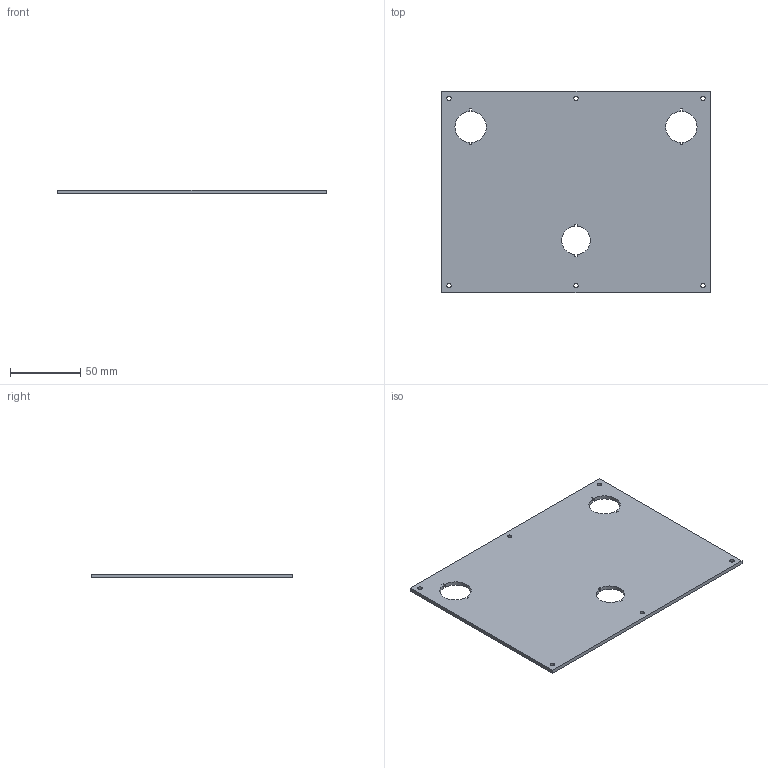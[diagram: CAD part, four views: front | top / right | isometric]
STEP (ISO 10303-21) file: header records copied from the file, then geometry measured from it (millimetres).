
FILE_DESCRIPTION (( 'STEP AP203' ), '1' );
FILE_NAME ('AcrilicoTapa.STEP', '2022-01-19T13:06:39', ( '' ), ( '' ), 'SwSTEP 2.0', 'SolidWorks 2016', '' );
FILE_SCHEMA (( 'CONFIG_CONTROL_DESIGN' ));
Length unit declared in the file: millimetre
Products named in the file (1): AcrilicoTapa
Bounding box: 190.24 x 142.94 x 2.7 mm (x, y, z)
Volume: 70316.4 mm3; surface area: 54638.4 mm2
Topology: 1 solids, 1 shells, 59 faces, 240 edges, 197 vertices
Faces by surface type: plane 38, cylinder 21
Entity records: 2873 total; most frequent: CARTESIAN_POINT 635, ORIENTED_EDGE 480, DIRECTION 409, EDGE_CURVE 240, VERTEX_POINT 197, VECTOR 173, LINE 173, AXIS2_PLACEMENT_3D 118
